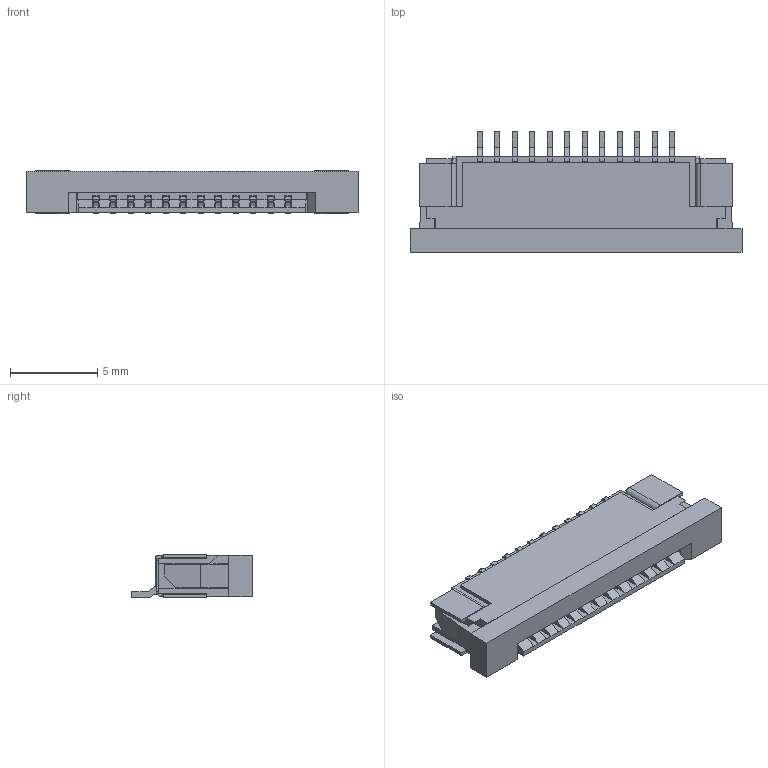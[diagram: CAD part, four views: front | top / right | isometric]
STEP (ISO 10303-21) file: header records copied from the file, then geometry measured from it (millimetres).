
FILE_DESCRIPTION(('STEP AP214'), '1');
FILE_NAME('FFC3B05-08-T', '2018-03-31T19:46:47', ('Nobody'), (''), 'ASCON STEP Converter 1.3', 'ASCON Math Kernel', '');
FILE_SCHEMA(('AUTOMOTIVE_DESIGN { 1 0 10303 214 3 1 1}'));
Length unit declared in the file: millimetre
Assembly tree (15 placements, depth 2):
  (unnamed)
    (unnamed)
    (unnamed)
    (unnamed)  x12
    (unnamed)
Bounding box: 19 x 6.9 x 2.5 mm (x, y, z)
Volume: 199.2 mm3; surface area: 887.5 mm2
Topology: 16 solids, 16 shells, 726 faces, 2068 edges, 1390 vertices
Faces by surface type: plane 622, cylinder 104
Entity records: 14588 total; most frequent: CARTESIAN_POINT 1996, ORIENTED_EDGE 1912, DIRECTION 1780, LINE 980, VECTOR 980, EDGE_CURVE 956, VERTEX_POINT 616, AXIS2_PLACEMENT_3D 400
